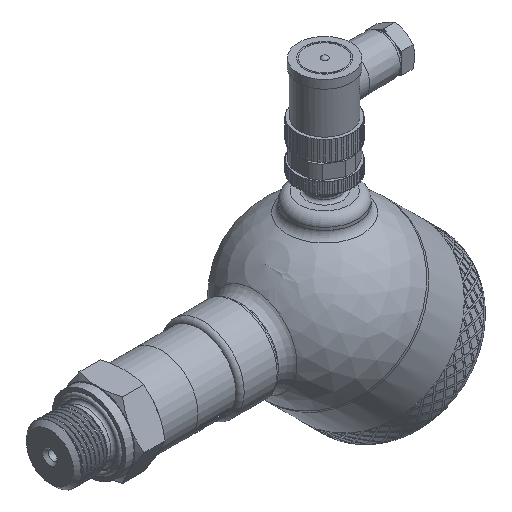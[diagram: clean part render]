
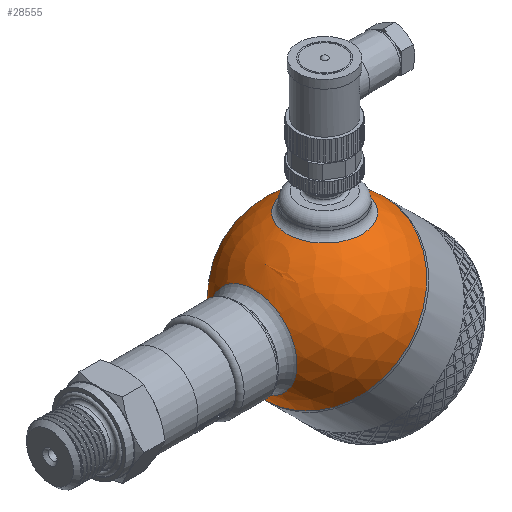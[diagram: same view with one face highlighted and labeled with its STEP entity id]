
A CAD part, isometric view. The second image highlights one B-rep face of the part: STEP entity #28555.
In plain terms, the highlighted spherical face has radius 30 mm.
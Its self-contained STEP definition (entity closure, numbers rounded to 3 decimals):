
#45=SPHERICAL_SURFACE('',#30307,30.);
#1156=FACE_BOUND('',#3833,.T.);
#1157=FACE_BOUND('',#3834,.T.);
#2008=FACE_OUTER_BOUND('',#3832,.T.);
#3832=EDGE_LOOP('',(#20419,#20420,#20421,#20422));
#3833=EDGE_LOOP('',(#20423));
#3834=EDGE_LOOP('',(#20424));
#5564=CIRCLE('',#30229,30.);
#5565=CIRCLE('',#30230,30.);
#5592=CIRCLE('',#30303,13.5);
#5595=CIRCLE('',#30308,30.);
#5596=CIRCLE('',#30309,15.643);
#11101=VERTEX_POINT('',#38785);
#11102=VERTEX_POINT('',#38787);
#11601=VERTEX_POINT('',#45174);
#11603=VERTEX_POINT('',#45181);
#11604=VERTEX_POINT('',#45183);
#14179=EDGE_CURVE('',#11101,#11102,#5564,.T.);
#14180=EDGE_CURVE('',#11102,#11101,#5565,.T.);
#14931=EDGE_CURVE('',#11601,#11601,#5592,.T.);
#14934=EDGE_CURVE('',#11102,#11603,#5595,.T.);
#14935=EDGE_CURVE('',#11604,#11604,#5596,.T.);
#20419=ORIENTED_EDGE('',*,*,#14180,.F.);
#20420=ORIENTED_EDGE('',*,*,#14934,.T.);
#20421=ORIENTED_EDGE('',*,*,#14934,.F.);
#20422=ORIENTED_EDGE('',*,*,#14179,.F.);
#20423=ORIENTED_EDGE('',*,*,#14935,.F.);
#20424=ORIENTED_EDGE('',*,*,#14931,.F.);
#28555=ADVANCED_FACE('',(#2008,#1156,#1157),#45,.T.);
#30229=AXIS2_PLACEMENT_3D('',#38788,#32130,#32131);
#30230=AXIS2_PLACEMENT_3D('',#38789,#32132,#32133);
#30303=AXIS2_PLACEMENT_3D('',#45175,#32542,#32543);
#30307=AXIS2_PLACEMENT_3D('',#45180,#32550,#32551);
#30308=AXIS2_PLACEMENT_3D('',#45182,#32552,#32553);
#30309=AXIS2_PLACEMENT_3D('',#45184,#32554,#32555);
#32130=DIRECTION('center_axis',(1.,0.,0.));
#32131=DIRECTION('ref_axis',(0.,1.,0.));
#32132=DIRECTION('center_axis',(1.,0.,0.));
#32133=DIRECTION('ref_axis',(0.,1.,0.));
#32542=DIRECTION('center_axis',(-0.707,0.,-0.707));
#32543=DIRECTION('ref_axis',(-0.707,0.,0.707));
#32550=DIRECTION('center_axis',(1.,0.,0.));
#32551=DIRECTION('ref_axis',(0.,-1.,0.));
#32552=DIRECTION('center_axis',(0.,0.,1.));
#32553=DIRECTION('ref_axis',(0.,1.,0.));
#32554=DIRECTION('center_axis',(-0.707,0.,0.707));
#32555=DIRECTION('ref_axis',(0.707,0.,0.707));
#38785=CARTESIAN_POINT('',(0.,-30.,0.));
#38787=CARTESIAN_POINT('',(0.,30.,0.));
#38788=CARTESIAN_POINT('Origin',(0.,0.,0.));
#38789=CARTESIAN_POINT('Origin',(0.,0.,0.));
#45174=CARTESIAN_POINT('',(-9.398,0.,-28.49));
#45175=CARTESIAN_POINT('Origin',(-18.944,0.,-18.944));
#45180=CARTESIAN_POINT('Origin',(0.,0.,0.));
#45181=CARTESIAN_POINT('',(-30.,0.,0.));
#45182=CARTESIAN_POINT('Origin',(0.,0.,0.));
#45183=CARTESIAN_POINT('',(-29.162,0.,7.04));
#45184=CARTESIAN_POINT('Origin',(-18.101,0.,18.101));
